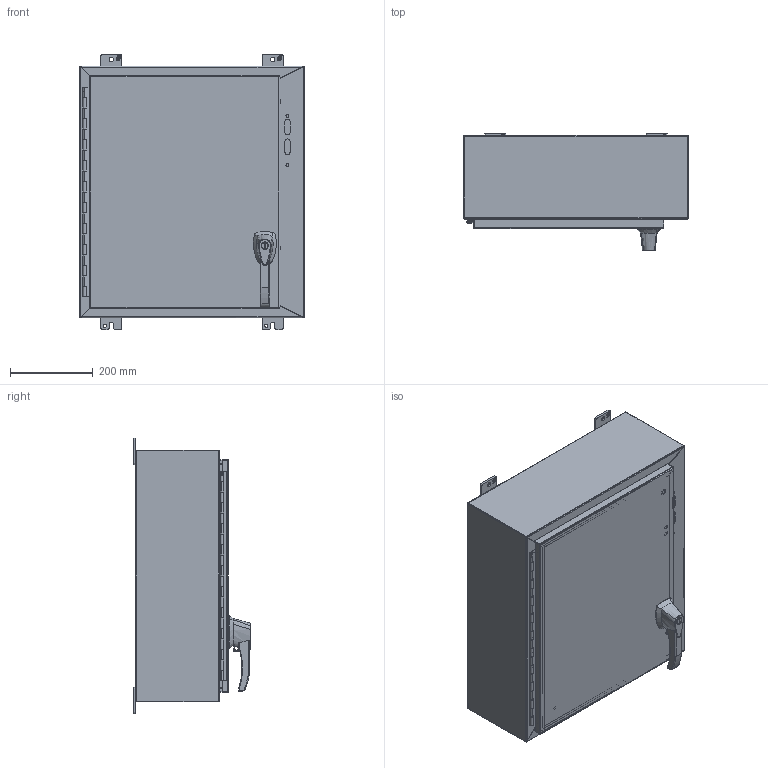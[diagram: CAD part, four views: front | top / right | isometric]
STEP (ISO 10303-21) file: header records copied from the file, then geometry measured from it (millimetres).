
FILE_DESCRIPTION (( 'STEP AP214' ), '1' );
FILE_NAME ('1447SB8HK.STEP', '2019-11-11T20:01:40', ( '' ), ( '' ), 'SwSTEP 2.0', 'SolidWorks 2019', '' );
FILE_SCHEMA (( 'AUTOMOTIVE_DESIGN' ));
Length unit declared in the file: inch
Products named in the file (1): 1447SB8HK
Bounding box: 542.92 x 283.9 x 666.74 mm (x, y, z)
Volume: 3302436.8 mm3; surface area: 3234069.2 mm2
Topology: 49 solids, 50 shells, 1210 faces, 2996 edges, 1928 vertices
Faces by surface type: plane 754, cylinder 333, bspline 96, cone 27
Full cylindrical faces by diameter (mm): 3.967 x2, 4.394 x2, 4.47 x4, 4.572 x2, 4.763 x1, 4.775 x2, 4.976 x1, 5.461 x2, 5.893 x1, 5.918 x1, 6.35 x11, 6.502 x1, 6.731 x2, 7.137 x4, 7.805 x2, 7.937 x6, 8.001 x1, 8.128 x1, 8.255 x1, 8.382 x4, 8.484 x1, 8.89 x1, 9.525 x9, 10.008 x1, 10.211 x2, 10.49 x2, 11.049 x1, 11.113 x4, 11.303 x2, 11.989 x1
Entity records: 78883 total; most frequent: CARTESIAN_POINT 34839, ORIENTED_EDGE 5674, DIRECTION 5350, EDGE_CURVE 2837, VERTEX_POINT 1908, LINE 1884, VECTOR 1884, AXIS2_PLACEMENT_3D 1733
